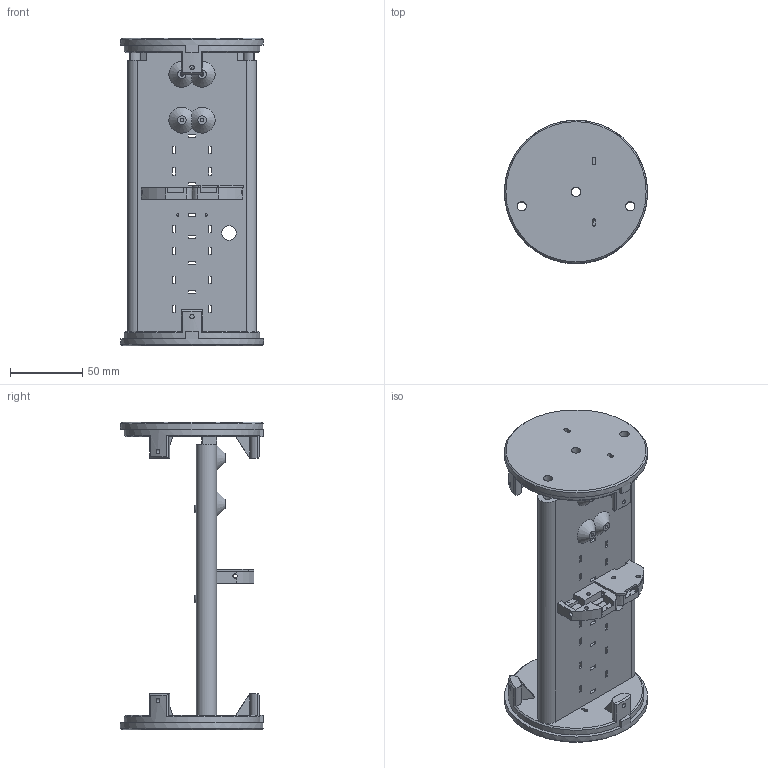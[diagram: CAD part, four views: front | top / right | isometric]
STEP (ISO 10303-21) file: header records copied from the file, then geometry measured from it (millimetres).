
FILE_DESCRIPTION(/* description */ (''),/* implementation_level */ '2;1');
FILE_NAME(/* name */ 'Ebay 101 3d printed.step',/* time_stamp */ '2024-03-06T21:57:30+01:00',/* author */ (''),/* organization */ (''),/* preprocessor_version */ 'ST-DEVELOPER v20',/* originating_system */ 'Autodesk Translation Framework v12.14.0.127',/* authorisation */ '');
FILE_SCHEMA (('AUTOMOTIVE_DESIGN { 1 0 10303 214 3 1 1 }'));
Length unit declared in the file: millimetre
Products named in the file (6): Ebay 101 3d printed; Endcaps; Sled (1); Power switch v28; Pull-pin switch; Lid (1)
Assembly tree (5 placements, depth 3):
  Ebay 101 3d printed
    Endcaps
    Sled (1)
    Power switch v28
      Pull-pin switch
      Lid (1)
Bounding box: 99 x 99 x 213 mm (x, y, z)
Volume: 330081.3 mm3; surface area: 101331.3 mm2
Topology: 5 solids, 9 shells, 388 faces, 1010 edges, 668 vertices
Faces by surface type: plane 274, cylinder 89, cone 22, bspline 3
Full cylindrical faces by diameter (mm): 0.9 x12, 1.6 x6, 2.5 x12, 3 x19, 6.5 x8, 10 x1, 22 x2, 94 x2, 99 x2
Entity records: 12574 total; most frequent: CARTESIAN_POINT 2644, ORIENTED_EDGE 2020, DIRECTION 1953, EDGE_CURVE 1010, LINE 697, VECTOR 697, VERTEX_POINT 668, AXIS2_PLACEMENT_3D 628
